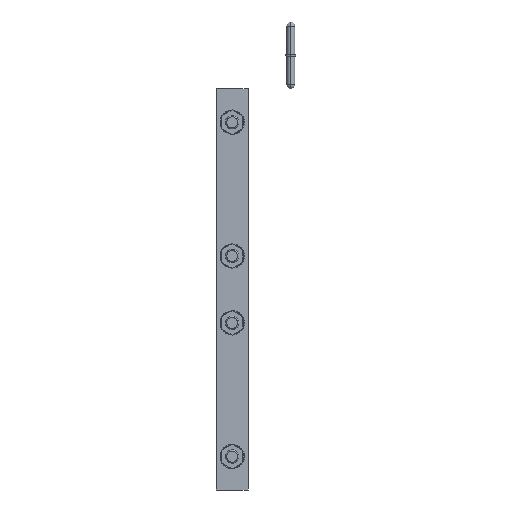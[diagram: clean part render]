
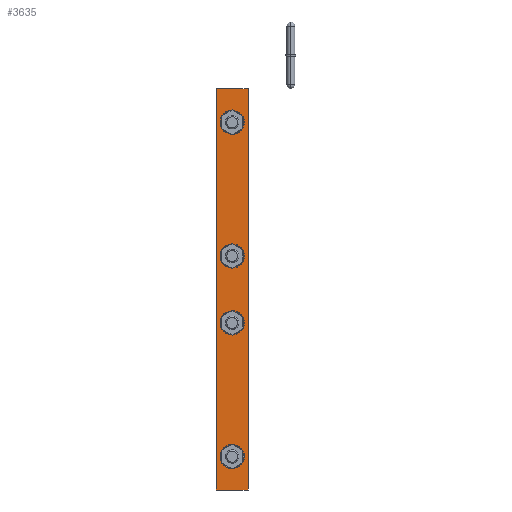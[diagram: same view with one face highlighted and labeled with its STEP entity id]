
A CAD part, left-side view. The second image highlights one B-rep face of the part: STEP entity #3635.
In plain terms, the highlighted planar face has unit normal (-1, 0, 0).
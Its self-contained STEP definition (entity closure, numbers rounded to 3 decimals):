
#30 = DIRECTION ( 'NONE',  ( 0., 0., 1. ) ) ;
#185 = EDGE_LOOP ( 'NONE', ( #2993, #5583 ) ) ;
#216 = DIRECTION ( 'NONE',  ( -1., 0., 0. ) ) ;
#265 = CARTESIAN_POINT ( 'NONE',  ( 0., 0., -104. ) ) ;
#271 = CARTESIAN_POINT ( 'NONE',  ( 0., -9.525, -120. ) ) ;
#352 = CARTESIAN_POINT ( 'NONE',  ( 0., 0., 20. ) ) ;
#458 = ORIENTED_EDGE ( 'NONE', *, *, #494, .F. ) ;
#494 = EDGE_CURVE ( 'NONE', #6370, #4932, #2998, .T. ) ;
#577 = DIRECTION ( 'NONE',  ( 0., 0., 1. ) ) ;
#608 = CARTESIAN_POINT ( 'NONE',  ( 0., 9.525, 120. ) ) ;
#701 = CIRCLE ( 'NONE', #4998, 4. ) ;
#707 = CARTESIAN_POINT ( 'NONE',  ( 0., 0., 24. ) ) ;
#764 = CIRCLE ( 'NONE', #2893, 4. ) ;
#815 = LINE ( 'NONE', #6080, #7278 ) ;
#858 = CARTESIAN_POINT ( 'NONE',  ( 0., 0., 16. ) ) ;
#960 = VERTEX_POINT ( 'NONE', #858 ) ;
#1105 = CIRCLE ( 'NONE', #3034, 4. ) ;
#1106 = FACE_BOUND ( 'NONE', #5570, .T. ) ;
#1265 = EDGE_LOOP ( 'NONE', ( #1505, #6505, #8479, #5626 ) ) ;
#1391 = ORIENTED_EDGE ( 'NONE', *, *, #6187, .F. ) ;
#1433 = DIRECTION ( 'NONE',  ( -1., 0., 0. ) ) ;
#1505 = ORIENTED_EDGE ( 'NONE', *, *, #3782, .F. ) ;
#1730 = DIRECTION ( 'NONE',  ( 0., 0., 1. ) ) ;
#1794 = EDGE_CURVE ( 'NONE', #2763, #2360, #815, .T. ) ;
#1945 = PLANE ( 'NONE',  #7009 ) ;
#2017 = CARTESIAN_POINT ( 'NONE',  ( 0., -9.525, 120. ) ) ;
#2251 = CARTESIAN_POINT ( 'NONE',  ( 0., 0., -20. ) ) ;
#2360 = VERTEX_POINT ( 'NONE', #608 ) ;
#2463 = DIRECTION ( 'NONE',  ( 0., -1., 0. ) ) ;
#2511 = AXIS2_PLACEMENT_3D ( 'NONE', #3850, #4487, #577 ) ;
#2599 = CARTESIAN_POINT ( 'NONE',  ( 0., 0., -24. ) ) ;
#2755 = CARTESIAN_POINT ( 'NONE',  ( 0., 0., 104. ) ) ;
#2763 = VERTEX_POINT ( 'NONE', #8210 ) ;
#2893 = AXIS2_PLACEMENT_3D ( 'NONE', #2251, #8389, #4241 ) ;
#2942 = LINE ( 'NONE', #3240, #3785 ) ;
#2983 = AXIS2_PLACEMENT_3D ( 'NONE', #8739, #3873, #3247 ) ;
#2993 = ORIENTED_EDGE ( 'NONE', *, *, #5850, .F. ) ;
#2998 = CIRCLE ( 'NONE', #8355, 4. ) ;
#3034 = AXIS2_PLACEMENT_3D ( 'NONE', #4136, #7522, #30 ) ;
#3146 = DIRECTION ( 'NONE',  ( 0., 1., 0. ) ) ;
#3156 = FACE_BOUND ( 'NONE', #8642, .T. ) ;
#3240 = CARTESIAN_POINT ( 'NONE',  ( 0., 9.525, 120. ) ) ;
#3247 = DIRECTION ( 'NONE',  ( 0., 0., 1. ) ) ;
#3292 = DIRECTION ( 'NONE',  ( -1., 0., 0. ) ) ;
#3392 = DIRECTION ( 'NONE',  ( -1., 0., 0. ) ) ;
#3480 = DIRECTION ( 'NONE',  ( 0., 0., 1. ) ) ;
#3635 = ADVANCED_FACE ( 'NONE', ( #5404, #3156, #6618, #1106, #8328 ), #1945, .T. ) ;
#3782 = EDGE_CURVE ( 'NONE', #2360, #5287, #2942, .T. ) ;
#3785 = VECTOR ( 'NONE', #2463, 1000. ) ;
#3850 = CARTESIAN_POINT ( 'NONE',  ( 0., 0., -100. ) ) ;
#3873 = DIRECTION ( 'NONE',  ( -1., 0., 0. ) ) ;
#4030 = ORIENTED_EDGE ( 'NONE', *, *, #4263, .F. ) ;
#4041 = AXIS2_PLACEMENT_3D ( 'NONE', #7770, #216, #7411 ) ;
#4093 = EDGE_CURVE ( 'NONE', #8345, #7555, #5511, .T. ) ;
#4136 = CARTESIAN_POINT ( 'NONE',  ( 0., 0., -100. ) ) ;
#4152 = CARTESIAN_POINT ( 'NONE',  ( 0., 0., -96. ) ) ;
#4241 = DIRECTION ( 'NONE',  ( 0., 0., 1. ) ) ;
#4263 = EDGE_CURVE ( 'NONE', #8200, #960, #7047, .T. ) ;
#4487 = DIRECTION ( 'NONE',  ( -1., 0., 0. ) ) ;
#4531 = CARTESIAN_POINT ( 'NONE',  ( 0., 0., -16. ) ) ;
#4646 = CARTESIAN_POINT ( 'NONE',  ( 0., 0., 100. ) ) ;
#4932 = VERTEX_POINT ( 'NONE', #5356 ) ;
#4998 = AXIS2_PLACEMENT_3D ( 'NONE', #5433, #3392, #8212 ) ;
#5001 = EDGE_CURVE ( 'NONE', #5287, #7413, #7607, .T. ) ;
#5130 = CARTESIAN_POINT ( 'NONE',  ( 0., 9.525, -120. ) ) ;
#5287 = VERTEX_POINT ( 'NONE', #8286 ) ;
#5288 = DIRECTION ( 'NONE',  ( 0., 0., 1. ) ) ;
#5356 = CARTESIAN_POINT ( 'NONE',  ( 0., 0., 96. ) ) ;
#5404 = FACE_BOUND ( 'NONE', #5662, .T. ) ;
#5433 = CARTESIAN_POINT ( 'NONE',  ( 0., 0., 100. ) ) ;
#5511 = CIRCLE ( 'NONE', #2511, 4. ) ;
#5527 = EDGE_CURVE ( 'NONE', #4932, #6370, #701, .T. ) ;
#5540 = CARTESIAN_POINT ( 'NONE',  ( 0., -9.525, -120. ) ) ;
#5570 = EDGE_LOOP ( 'NONE', ( #6619, #6068 ) ) ;
#5583 = ORIENTED_EDGE ( 'NONE', *, *, #8323, .F. ) ;
#5626 = ORIENTED_EDGE ( 'NONE', *, *, #5001, .F. ) ;
#5662 = EDGE_LOOP ( 'NONE', ( #458, #5663 ) ) ;
#5663 = ORIENTED_EDGE ( 'NONE', *, *, #5527, .F. ) ;
#5704 = VERTEX_POINT ( 'NONE', #2599 ) ;
#5850 = EDGE_CURVE ( 'NONE', #7141, #5704, #7704, .T. ) ;
#6068 = ORIENTED_EDGE ( 'NONE', *, *, #4093, .F. ) ;
#6080 = CARTESIAN_POINT ( 'NONE',  ( 0., 9.525, -120. ) ) ;
#6187 = EDGE_CURVE ( 'NONE', #960, #8200, #6297, .T. ) ;
#6297 = CIRCLE ( 'NONE', #8730, 4. ) ;
#6370 = VERTEX_POINT ( 'NONE', #2755 ) ;
#6499 = VECTOR ( 'NONE', #3146, 1000. ) ;
#6505 = ORIENTED_EDGE ( 'NONE', *, *, #1794, .F. ) ;
#6618 = FACE_BOUND ( 'NONE', #185, .T. ) ;
#6619 = ORIENTED_EDGE ( 'NONE', *, *, #6976, .F. ) ;
#6751 = DIRECTION ( 'NONE',  ( 0., 0., 1. ) ) ;
#6942 = LINE ( 'NONE', #5130, #6499 ) ;
#6976 = EDGE_CURVE ( 'NONE', #7555, #8345, #1105, .T. ) ;
#7009 = AXIS2_PLACEMENT_3D ( 'NONE', #2017, #1433, #3480 ) ;
#7047 = CIRCLE ( 'NONE', #2983, 4. ) ;
#7141 = VERTEX_POINT ( 'NONE', #4531 ) ;
#7150 = DIRECTION ( 'NONE',  ( 0., 0., -1. ) ) ;
#7160 = EDGE_CURVE ( 'NONE', #7413, #2763, #6942, .T. ) ;
#7278 = VECTOR ( 'NONE', #6751, 1000. ) ;
#7411 = DIRECTION ( 'NONE',  ( 0., 0., 1. ) ) ;
#7413 = VERTEX_POINT ( 'NONE', #5540 ) ;
#7522 = DIRECTION ( 'NONE',  ( -1., 0., 0. ) ) ;
#7555 = VERTEX_POINT ( 'NONE', #4152 ) ;
#7607 = LINE ( 'NONE', #271, #7820 ) ;
#7704 = CIRCLE ( 'NONE', #4041, 4. ) ;
#7770 = CARTESIAN_POINT ( 'NONE',  ( 0., 0., -20. ) ) ;
#7812 = DIRECTION ( 'NONE',  ( -1., 0., 0. ) ) ;
#7820 = VECTOR ( 'NONE', #7150, 1000. ) ;
#8200 = VERTEX_POINT ( 'NONE', #707 ) ;
#8210 = CARTESIAN_POINT ( 'NONE',  ( 0., 9.525, -120. ) ) ;
#8212 = DIRECTION ( 'NONE',  ( 0., 0., 1. ) ) ;
#8286 = CARTESIAN_POINT ( 'NONE',  ( 0., -9.525, 120. ) ) ;
#8323 = EDGE_CURVE ( 'NONE', #5704, #7141, #764, .T. ) ;
#8328 = FACE_OUTER_BOUND ( 'NONE', #1265, .T. ) ;
#8345 = VERTEX_POINT ( 'NONE', #265 ) ;
#8355 = AXIS2_PLACEMENT_3D ( 'NONE', #4646, #3292, #5288 ) ;
#8389 = DIRECTION ( 'NONE',  ( -1., 0., 0. ) ) ;
#8479 = ORIENTED_EDGE ( 'NONE', *, *, #7160, .F. ) ;
#8642 = EDGE_LOOP ( 'NONE', ( #4030, #1391 ) ) ;
#8730 = AXIS2_PLACEMENT_3D ( 'NONE', #352, #7812, #1730 ) ;
#8739 = CARTESIAN_POINT ( 'NONE',  ( 0., 0., 20. ) ) ;
